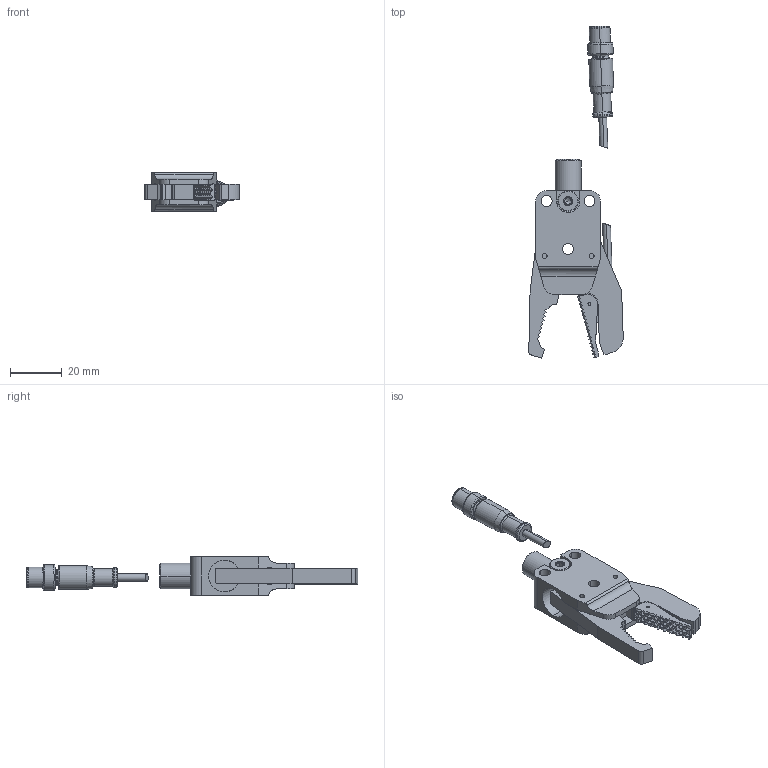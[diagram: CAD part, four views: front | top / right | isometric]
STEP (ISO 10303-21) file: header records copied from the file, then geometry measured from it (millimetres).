
FILE_DESCRIPTION (( 'STEP AP214' ), '1' );
FILE_NAME ('CA.GZA.10.12.S4.STEP', '2017-10-26T14:35:15', ( '' ), ( '' ), 'SwSTEP 2.0', 'SolidWorks 2017', '' );
FILE_SCHEMA (( 'AUTOMOTIVE_DESIGN' ));
Length unit declared in the file: millimetre
Products named in the file (7): GZA.10.12.1.L; GZA.10.12.3.14; GZA.10.12.3.MS; GZA.10.12.3.MS1; MMD.IL5AP3AVF80; CA.GZA.10.12.S4; CA.08.14.013
Assembly tree (6 placements, depth 2):
  CA.GZA.10.12.S4
    MMD.IL5AP3AVF80
    GZA.10.12.3.MS1
    GZA.10.12.3.MS
    GZA.10.12.3.14
    GZA.10.12.1.L
    CA.08.14.013
Bounding box: 36.38 x 127.91 x 15 mm (x, y, z)
Volume: 16567.1 mm3; surface area: 12490.4 mm2
Topology: 10 solids, 10 shells, 492 faces, 1136 edges, 660 vertices
Faces by surface type: plane 321, cylinder 114, bspline 33, cone 24
Entity records: 14895 total; most frequent: CARTESIAN_POINT 3466, DIRECTION 2248, ORIENTED_EDGE 2244, EDGE_CURVE 1122, VECTOR 790, LINE 790, AXIS2_PLACEMENT_3D 729, VERTEX_POINT 659
